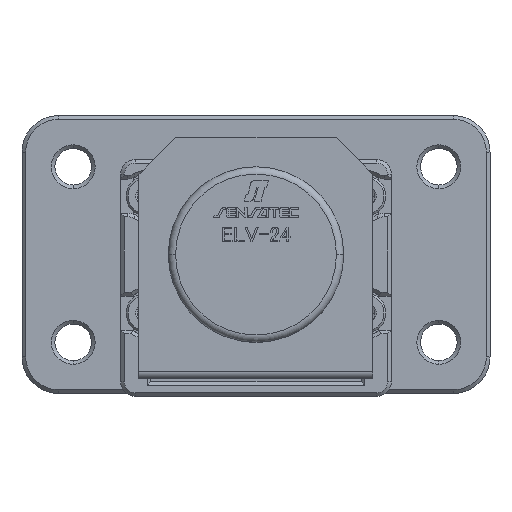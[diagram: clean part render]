
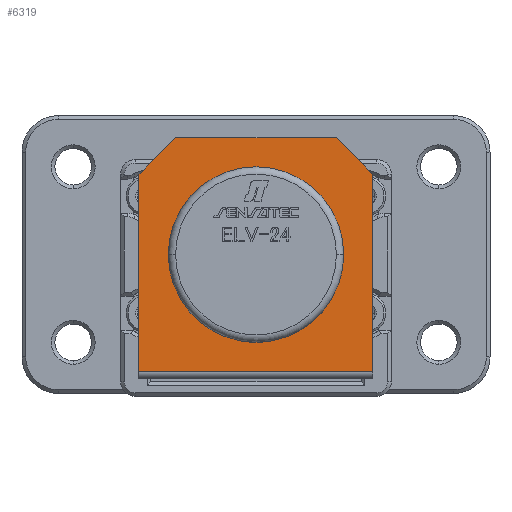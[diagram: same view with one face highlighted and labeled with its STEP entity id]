
A CAD part, front view. The second image highlights one B-rep face of the part: STEP entity #6319.
In plain terms, the highlighted planar face has unit normal (0, -1, 0).
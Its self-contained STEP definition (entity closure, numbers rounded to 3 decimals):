
#193 = VERTEX_POINT ( 'NONE', #19744 ) ;
#532 = EDGE_LOOP ( 'NONE', ( #28216, #35121 ) ) ;
#535 = FACE_BOUND ( 'NONE', #532, .T. ) ;
#1102 = ORIENTED_EDGE ( 'NONE', *, *, #19183, .F. ) ;
#1281 = AXIS2_PLACEMENT_3D ( 'NONE', #24648, #27498, #21777 ) ;
#1339 = EDGE_CURVE ( 'NONE', #6151, #193, #14360, .T. ) ;
#1622 = VERTEX_POINT ( 'NONE', #34494 ) ;
#1651 = CARTESIAN_POINT ( 'NONE',  ( 16., -1., -11. ) ) ;
#1861 = AXIS2_PLACEMENT_3D ( 'NONE', #18442, #4248, #12123 ) ;
#2350 = EDGE_CURVE ( 'NONE', #9132, #27716, #25438, .T. ) ;
#2682 = CARTESIAN_POINT ( 'NONE',  ( 16., -1., 16. ) ) ;
#3548 = EDGE_CURVE ( 'NONE', #17667, #193, #21327, .T. ) ;
#4248 = DIRECTION ( 'NONE',  ( 0., -1., 0. ) ) ;
#4635 = CARTESIAN_POINT ( 'NONE',  ( -9., -1., 0. ) ) ;
#5254 = CARTESIAN_POINT ( 'NONE',  ( -16., -1., -11. ) ) ;
#5976 = LINE ( 'NONE', #11363, #27890 ) ;
#6151 = VERTEX_POINT ( 'NONE', #2682 ) ;
#6287 = FACE_BOUND ( 'NONE', #23100, .T. ) ;
#6319 = ADVANCED_FACE ( 'NONE', ( #6287, #535, #27141 ), #32838, .T. ) ;
#6778 = VERTEX_POINT ( 'NONE', #17764 ) ;
#8507 = AXIS2_PLACEMENT_3D ( 'NONE', #14740, #26343, #10900 ) ;
#9132 = VERTEX_POINT ( 'NONE', #31323 ) ;
#9246 = CIRCLE ( 'NONE', #1281, 5. ) ;
#9828 = CARTESIAN_POINT ( 'NONE',  ( -16., -1., -16. ) ) ;
#10242 = CARTESIAN_POINT ( 'NONE',  ( 16., -1., -16. ) ) ;
#10427 = ORIENTED_EDGE ( 'NONE', *, *, #16062, .F. ) ;
#10900 = DIRECTION ( 'NONE',  ( 0., 0., -1. ) ) ;
#10982 = EDGE_CURVE ( 'NONE', #37765, #1622, #24995, .T. ) ;
#11363 = CARTESIAN_POINT ( 'NONE',  ( 2.5, -1., -29.5 ) ) ;
#12123 = DIRECTION ( 'NONE',  ( 0., 0., -1. ) ) ;
#12624 = DIRECTION ( 'NONE',  ( 0., -1., 0. ) ) ;
#12757 = LINE ( 'NONE', #10242, #36862 ) ;
#12940 = CARTESIAN_POINT ( 'NONE',  ( 16., -1., -16. ) ) ;
#12951 = ORIENTED_EDGE ( 'NONE', *, *, #24776, .T. ) ;
#14360 = LINE ( 'NONE', #34536, #14512 ) ;
#14512 = VECTOR ( 'NONE', #20084, 1000. ) ;
#14740 = CARTESIAN_POINT ( 'NONE',  ( 0., -1., 0. ) ) ;
#15272 = DIRECTION ( 'NONE',  ( -1., 0., 0. ) ) ;
#15279 = EDGE_CURVE ( 'NONE', #17890, #6778, #17767, .T. ) ;
#16062 = EDGE_CURVE ( 'NONE', #1622, #37765, #9246, .T. ) ;
#16201 = ORIENTED_EDGE ( 'NONE', *, *, #2350, .T. ) ;
#17667 = VERTEX_POINT ( 'NONE', #5254 ) ;
#17764 = CARTESIAN_POINT ( 'NONE',  ( -9., -1., -1.5 ) ) ;
#17767 = CIRCLE ( 'NONE', #1861, 1.5 ) ;
#17890 = VERTEX_POINT ( 'NONE', #23977 ) ;
#18128 = ORIENTED_EDGE ( 'NONE', *, *, #10982, .F. ) ;
#18442 = CARTESIAN_POINT ( 'NONE',  ( -9., -1., 0. ) ) ;
#19116 = AXIS2_PLACEMENT_3D ( 'NONE', #4635, #36902, #22038 ) ;
#19183 = EDGE_CURVE ( 'NONE', #9132, #37651, #30281, .T. ) ;
#19484 = ORIENTED_EDGE ( 'NONE', *, *, #3548, .F. ) ;
#19715 = CARTESIAN_POINT ( 'NONE',  ( 13.5, -1., -13.5 ) ) ;
#19744 = CARTESIAN_POINT ( 'NONE',  ( -16., -1., 16. ) ) ;
#19748 = EDGE_CURVE ( 'NONE', #6778, #17890, #35522, .T. ) ;
#20084 = DIRECTION ( 'NONE',  ( -1., 0., 0. ) ) ;
#20367 = VECTOR ( 'NONE', #15272, 1000. ) ;
#21327 = LINE ( 'NONE', #9828, #22913 ) ;
#21413 = DIRECTION ( 'NONE',  ( 0., 0., -1. ) ) ;
#21777 = DIRECTION ( 'NONE',  ( 0., 0., -1. ) ) ;
#22023 = EDGE_LOOP ( 'NONE', ( #19484, #37146, #1102, #16201, #12951, #24206 ) ) ;
#22038 = DIRECTION ( 'NONE',  ( 0., 0., -1. ) ) ;
#22492 = DIRECTION ( 'NONE',  ( 0., 0., 1. ) ) ;
#22913 = VECTOR ( 'NONE', #30055, 1000. ) ;
#23100 = EDGE_LOOP ( 'NONE', ( #10427, #18128 ) ) ;
#23977 = CARTESIAN_POINT ( 'NONE',  ( -9., -1., 1.5 ) ) ;
#24206 = ORIENTED_EDGE ( 'NONE', *, *, #1339, .T. ) ;
#24648 = CARTESIAN_POINT ( 'NONE',  ( 0., -1., 0. ) ) ;
#24776 = EDGE_CURVE ( 'NONE', #27716, #6151, #12757, .T. ) ;
#24995 = CIRCLE ( 'NONE', #8507, 5. ) ;
#25438 = LINE ( 'NONE', #19715, #30987 ) ;
#26343 = DIRECTION ( 'NONE',  ( 0., -1., 0. ) ) ;
#26766 = CARTESIAN_POINT ( 'NONE',  ( 16., -1., -16. ) ) ;
#27141 = FACE_OUTER_BOUND ( 'NONE', #22023, .T. ) ;
#27498 = DIRECTION ( 'NONE',  ( 0., -1., 0. ) ) ;
#27716 = VERTEX_POINT ( 'NONE', #1651 ) ;
#27890 = VECTOR ( 'NONE', #34631, 1000. ) ;
#28216 = ORIENTED_EDGE ( 'NONE', *, *, #19748, .F. ) ;
#28306 = DIRECTION ( 'NONE',  ( 0.707, 0., 0.707 ) ) ;
#29890 = CARTESIAN_POINT ( 'NONE',  ( -11., -1., -16. ) ) ;
#30055 = DIRECTION ( 'NONE',  ( 0., 0., 1. ) ) ;
#30281 = LINE ( 'NONE', #12940, #20367 ) ;
#30987 = VECTOR ( 'NONE', #28306, 1000. ) ;
#31323 = CARTESIAN_POINT ( 'NONE',  ( 11., -1., -16. ) ) ;
#32246 = AXIS2_PLACEMENT_3D ( 'NONE', #26766, #12624, #21413 ) ;
#32838 = PLANE ( 'NONE',  #32246 ) ;
#34494 = CARTESIAN_POINT ( 'NONE',  ( 0., -1., -5. ) ) ;
#34536 = CARTESIAN_POINT ( 'NONE',  ( 16., -1., 16. ) ) ;
#34631 = DIRECTION ( 'NONE',  ( 0.707, 0., -0.707 ) ) ;
#35121 = ORIENTED_EDGE ( 'NONE', *, *, #15279, .F. ) ;
#35522 = CIRCLE ( 'NONE', #19116, 1.5 ) ;
#36003 = CARTESIAN_POINT ( 'NONE',  ( 0., -1., 5. ) ) ;
#36550 = EDGE_CURVE ( 'NONE', #17667, #37651, #5976, .T. ) ;
#36862 = VECTOR ( 'NONE', #22492, 1000. ) ;
#36902 = DIRECTION ( 'NONE',  ( 0., -1., 0. ) ) ;
#37146 = ORIENTED_EDGE ( 'NONE', *, *, #36550, .T. ) ;
#37651 = VERTEX_POINT ( 'NONE', #29890 ) ;
#37765 = VERTEX_POINT ( 'NONE', #36003 ) ;
